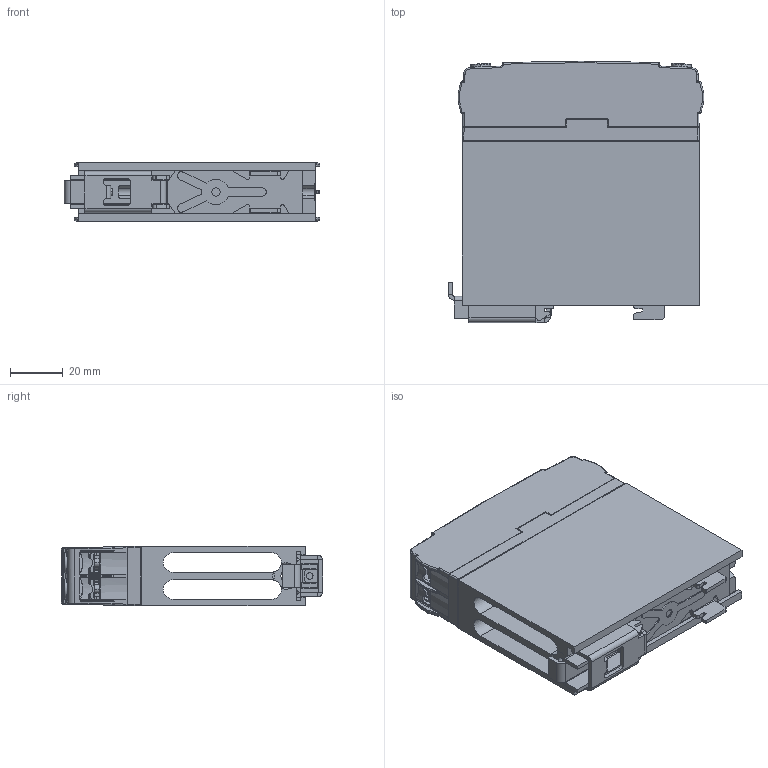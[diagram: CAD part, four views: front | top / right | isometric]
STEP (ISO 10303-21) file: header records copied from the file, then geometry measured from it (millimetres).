
FILE_DESCRIPTION (( 'STEP AP214' ), '1' );
FILE_NAME ('110801.STEP', '2021-07-01T09:26:05', ( '' ), ( '' ), 'SwSTEP 2.0', 'SolidWorks 2018', '' );
FILE_SCHEMA (( 'AUTOMOTIVE_DESIGN' ));
Length unit declared in the file: inch
Products named in the file (1): 110801
Bounding box: 96.94 x 99.12 x 22.5 mm (x, y, z)
Volume: 96248.7 mm3; surface area: 75575.3 mm2
Topology: 12 solids, 24 shells, 4128 faces, 11514 edges, 7080 vertices
Faces by surface type: plane 2243, cylinder 921, bspline 510, cone 184, sphere 158, torus 112
Entity records: 203667 total; most frequent: CARTESIAN_POINT 51142, ORIENTED_EDGE 22696, DIRECTION 18459, EDGE_CURVE 11348, VERTEX_POINT 7042, LINE 6775, VECTOR 6775, AXIS2_PLACEMENT_3D 5842
